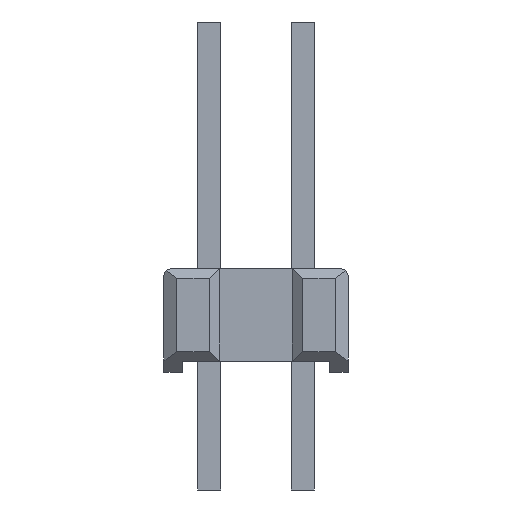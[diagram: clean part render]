
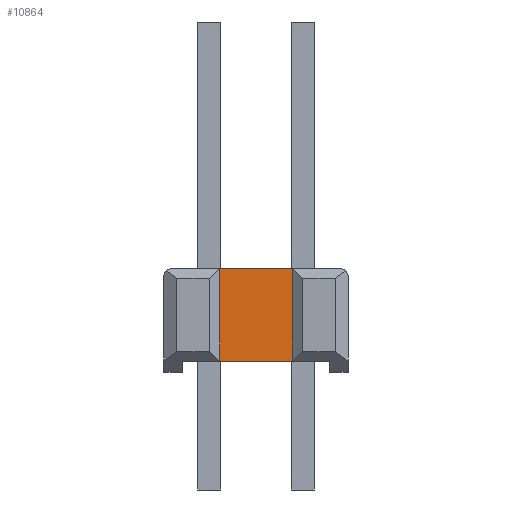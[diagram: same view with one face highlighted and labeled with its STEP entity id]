
A CAD part, left-side view. The second image highlights one B-rep face of the part: STEP entity #10864.
In plain terms, the highlighted planar face has unit normal (-1, 0, 0).
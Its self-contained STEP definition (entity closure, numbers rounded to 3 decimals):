
#166=DIRECTION('',(0.,0.,-1.));
#167=VECTOR('',#166,2.5);
#168=CARTESIAN_POINT('',(-14.99,0.977,0.));
#169=LINE('',#168,#167);
#1210=DIRECTION('',(0.,1.,0.));
#1211=VECTOR('',#1210,1.954);
#1212=CARTESIAN_POINT('',(-14.99,-0.977,0.));
#1213=LINE('',#1212,#1211);
#2346=DIRECTION('',(0.,1.,0.));
#2347=VECTOR('',#2346,1.954);
#2348=CARTESIAN_POINT('',(-14.99,-0.977,-2.5));
#2349=LINE('',#2348,#2347);
#3618=DIRECTION('',(0.,0.,-1.));
#3619=VECTOR('',#3618,2.5);
#3620=CARTESIAN_POINT('',(-14.99,-0.977,0.));
#3621=LINE('',#3620,#3619);
#5870=CARTESIAN_POINT('',(-14.99,-0.977,-2.5));
#5871=CARTESIAN_POINT('',(-14.99,0.977,-2.5));
#5872=VERTEX_POINT('',#5870);
#5873=VERTEX_POINT('',#5871);
#5874=CARTESIAN_POINT('',(-14.99,-0.977,0.));
#5875=CARTESIAN_POINT('',(-14.99,0.977,0.));
#5876=VERTEX_POINT('',#5874);
#5877=VERTEX_POINT('',#5875);
#10853=CARTESIAN_POINT('',(-14.99,-0.977,0.));
#10854=DIRECTION('',(1.,0.,0.));
#10855=DIRECTION('',(0.,1.,0.));
#10856=AXIS2_PLACEMENT_3D('',#10853,#10854,#10855);
#10857=PLANE('',#10856);
#10858=ORIENTED_EDGE('',*,*,#9123,.T.);
#10859=ORIENTED_EDGE('',*,*,#6702,.F.);
#10860=ORIENTED_EDGE('',*,*,#8052,.F.);
#10861=ORIENTED_EDGE('',*,*,#6750,.T.);
#10862=EDGE_LOOP('',(#10858,#10859,#10860,#10861));
#10863=FACE_OUTER_BOUND('',#10862,.F.);
#6702=EDGE_CURVE('',#5877,#5873,#169,.T.);
#6750=EDGE_CURVE('',#5876,#5872,#3621,.T.);
#8052=EDGE_CURVE('',#5876,#5877,#1213,.T.);
#9123=EDGE_CURVE('',#5872,#5873,#2349,.T.);
#10864=ADVANCED_FACE('',(#10863),#10857,.F.);
